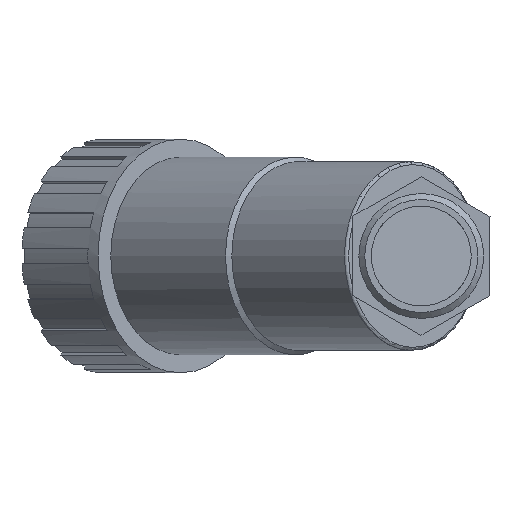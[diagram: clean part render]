
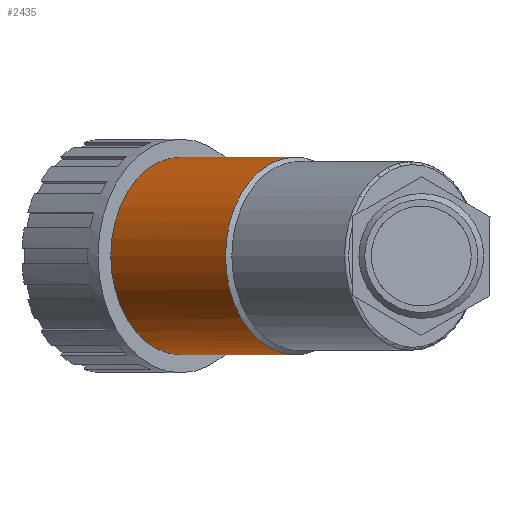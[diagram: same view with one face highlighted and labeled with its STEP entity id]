
A CAD part, left-side view. The second image highlights one B-rep face of the part: STEP entity #2435.
In plain terms, the highlighted cylindrical face has radius 33.165 mm (diameter 66.33 mm), a full revolution.
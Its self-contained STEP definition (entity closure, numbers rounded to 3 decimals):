
#506=CYLINDRICAL_SURFACE('',#2666,33.165);
#520=FACE_BOUND('',#880,.T.);
#736=FACE_OUTER_BOUND('',#879,.T.);
#879=EDGE_LOOP('',(#2152,#2153));
#880=EDGE_LOOP('',(#2154));
#1037=CIRCLE('',#2661,33.165);
#1038=CIRCLE('',#2667,33.165);
#1061=B_SPLINE_CURVE_WITH_KNOTS('',3,(#4115,#4116,#4117,#4118,#4119,#4120,
#4121,#4122,#4123,#4124,#4125,#4126,#4127,#4128),.UNSPECIFIED.,.F.,.F.,
(4,2,2,2,2,2,4),(3.64,3.67,4.091,4.511,
4.931,5.351,5.382),.UNSPECIFIED.);
#1232=VERTEX_POINT('',#4000);
#1234=VERTEX_POINT('',#4007);
#1237=VERTEX_POINT('',#4129);
#1554=EDGE_CURVE('',#1232,#1234,#1037,.T.);
#1559=EDGE_CURVE('',#1232,#1234,#1061,.T.);
#1560=EDGE_CURVE('',#1237,#1237,#1038,.T.);
#2152=ORIENTED_EDGE('',*,*,#1559,.F.);
#2153=ORIENTED_EDGE('',*,*,#1554,.T.);
#2154=ORIENTED_EDGE('',*,*,#1560,.F.);
#2435=ADVANCED_FACE('',(#736,#520),#506,.T.);
#2661=AXIS2_PLACEMENT_3D('',#4012,#3245,#3246);
#2666=AXIS2_PLACEMENT_3D('',#4114,#3255,#3256);
#2667=AXIS2_PLACEMENT_3D('',#4130,#3257,#3258);
#3245=DIRECTION('center_axis',(0.707,0.707,0.));
#3246=DIRECTION('ref_axis',(0.707,-0.707,0.));
#3255=DIRECTION('center_axis',(0.707,0.707,0.));
#3256=DIRECTION('ref_axis',(-0.707,0.707,0.));
#3257=DIRECTION('center_axis',(0.707,0.707,0.));
#3258=DIRECTION('ref_axis',(0.707,-0.707,0.));
#4000=CARTESIAN_POINT('',(32.332,19.436,-7.833));
#4007=CARTESIAN_POINT('',(32.332,19.436,7.833));
#4012=CARTESIAN_POINT('Origin',(9.544,42.224,0.));
#4114=CARTESIAN_POINT('Origin',(28.783,61.463,0.));
#4115=CARTESIAN_POINT('Ctrl Pts',(32.332,19.436,-7.833));
#4116=CARTESIAN_POINT('Ctrl Pts',(32.392,19.469,-7.752));
#4117=CARTESIAN_POINT('Ctrl Pts',(32.451,19.501,-7.671));
#4118=CARTESIAN_POINT('Ctrl Pts',(33.31,19.964,-6.48));
#4119=CARTESIAN_POINT('Ctrl Pts',(33.978,20.319,-5.283));
#4120=CARTESIAN_POINT('Ctrl Pts',(34.912,20.815,-2.743));
#4121=CARTESIAN_POINT('Ctrl Pts',(35.177,20.955,-1.401));
#4122=CARTESIAN_POINT('Ctrl Pts',(35.177,20.955,1.401));
#4123=CARTESIAN_POINT('Ctrl Pts',(34.912,20.815,2.743));
#4124=CARTESIAN_POINT('Ctrl Pts',(33.978,20.319,5.283));
#4125=CARTESIAN_POINT('Ctrl Pts',(33.31,19.964,6.48));
#4126=CARTESIAN_POINT('Ctrl Pts',(32.451,19.501,7.671));
#4127=CARTESIAN_POINT('Ctrl Pts',(32.392,19.469,7.752));
#4128=CARTESIAN_POINT('Ctrl Pts',(32.332,19.436,7.833));
#4129=CARTESIAN_POINT('',(24.571,104.153,0.));
#4130=CARTESIAN_POINT('Origin',(48.022,80.702,0.));
